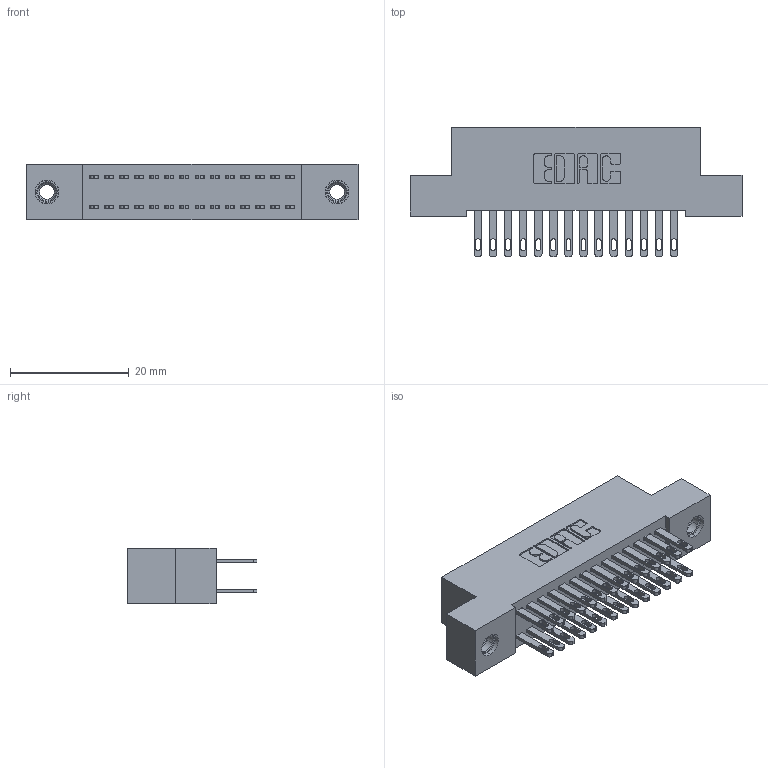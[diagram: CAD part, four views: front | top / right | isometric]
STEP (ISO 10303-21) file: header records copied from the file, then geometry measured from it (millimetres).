
FILE_DESCRIPTION (( 'STEP AP203' ), '1' );
FILE_NAME ('892-028-500-207.STEP', '2020-09-21T14:56:34', ( '' ), ( '' ), 'SwSTEP 2.0', 'SolidWorks 2020', '' );
FILE_SCHEMA (( 'CONFIG_CONTROL_DESIGN' ));
Length unit declared in the file: inch
Products named in the file (4): 892-028-500-207; 345-250-001_345-250-005-103; 345-292-001_345-293-100; 842 Part_TI
Assembly tree (31 placements, depth 2):
  892-028-500-207
    842 Part_TI
    345-292-001_345-293-100  x28
    345-250-001_345-250-005-103  x2
Bounding box: 55.88 x 21.85 x 9.4 mm (x, y, z)
Volume: 4961.2 mm3; surface area: 7679.4 mm2
Topology: 31 solids, 31 shells, 1514 faces, 4551 edges, 3026 vertices
Faces by surface type: plane 938, cylinder 560, cone 12, torus 4
Entity records: 13612 total; most frequent: CARTESIAN_POINT 2269, ORIENTED_EDGE 2198, DIRECTION 2021, EDGE_CURVE 1099, VECTOR 947, LINE 947, VERTEX_POINT 728, AXIS2_PLACEMENT_3D 537
